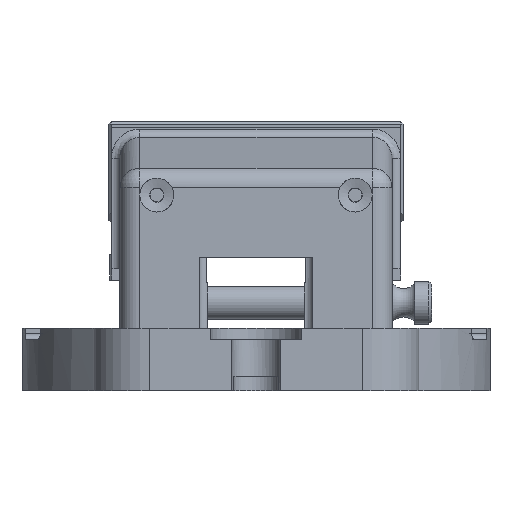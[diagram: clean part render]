
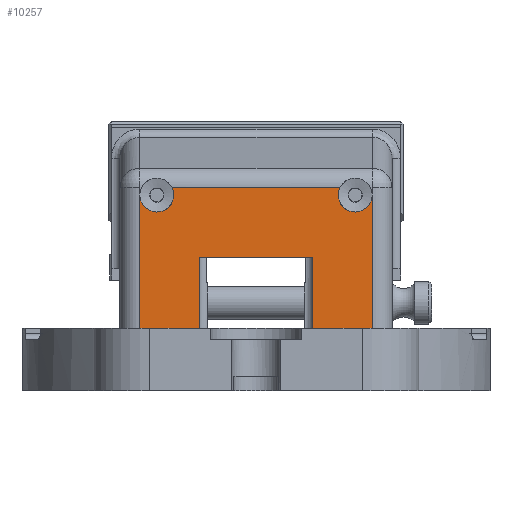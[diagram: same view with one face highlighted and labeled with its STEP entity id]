
A CAD part, left-side view. The second image highlights one B-rep face of the part: STEP entity #10257.
In plain terms, the highlighted planar face has unit normal (-1, 0, 0).
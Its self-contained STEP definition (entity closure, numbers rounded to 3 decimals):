
#675=PLANE($,#11175);
#1147=FACE_OUTER_BOUND($,#1845,.T.);
#1845=EDGE_LOOP($,(#7933,#7934,#7935,#7936,#7937,#7938,#7939,#7940,#7941,
#7942,#7943,#7944,#7945,#7946));
#2698=LINE($,#15612,#3473);
#2701=LINE($,#15620,#3476);
#2869=LINE($,#16184,#3644);
#2895=LINE($,#16240,#3670);
#2898=LINE($,#16247,#3673);
#2903=LINE($,#16257,#3678);
#2922=LINE($,#16508,#3697);
#2924=LINE($,#16511,#3699);
#2929=LINE($,#16518,#3704);
#2936=LINE($,#16574,#3711);
#2937=LINE($,#16576,#3712);
#2938=LINE($,#16577,#3713);
#3473=VECTOR($,#12250,25.);
#3476=VECTOR($,#12255,25.);
#3644=VECTOR($,#12779,25.);
#3670=VECTOR($,#12819,4.);
#3673=VECTOR($,#12824,4.);
#3678=VECTOR($,#12831,25.);
#3697=VECTOR($,#13020,51.);
#3699=VECTOR($,#13024,59.257);
#3704=VECTOR($,#13033,51.);
#3711=VECTOR($,#13108,40.);
#3712=VECTOR($,#13111,4.);
#3713=VECTOR($,#13112,4.);
#4372=CIRCLE($,#11104,6.);
#4375=CIRCLE($,#11109,6.);
#4814=VERTEX_POINT($,#15609);
#4815=VERTEX_POINT($,#15611);
#4818=VERTEX_POINT($,#15617);
#4819=VERTEX_POINT($,#15619);
#5006=VERTEX_POINT($,#16181);
#5007=VERTEX_POINT($,#16183);
#5029=VERTEX_POINT($,#16237);
#5030=VERTEX_POINT($,#16239);
#5033=VERTEX_POINT($,#16245);
#5037=VERTEX_POINT($,#16255);
#5062=VERTEX_POINT($,#16337);
#5063=VERTEX_POINT($,#16356);
#5066=VERTEX_POINT($,#16365);
#5068=VERTEX_POINT($,#16385);
#5826=EDGE_CURVE($,#4814,#4815,#2698,.T.);
#5830=EDGE_CURVE($,#4818,#4819,#2701,.T.);
#6101=EDGE_CURVE($,#5007,#5006,#2869,.T.);
#6130=EDGE_CURVE($,#5030,#5029,#2895,.T.);
#6134=EDGE_CURVE($,#5006,#5033,#2898,.T.);
#6139=EDGE_CURVE($,#5029,#5037,#2903,.T.);
#6174=EDGE_CURVE($,#5062,#5063,#4372,.T.);
#6178=EDGE_CURVE($,#5068,#5066,#4375,.T.);
#6209=EDGE_CURVE($,#4819,#5063,#2922,.T.);
#6211=EDGE_CURVE($,#5062,#5066,#2924,.T.);
#6216=EDGE_CURVE($,#5068,#4814,#2929,.T.);
#6238=EDGE_CURVE($,#5037,#5007,#2936,.T.);
#6239=EDGE_CURVE($,#4818,#5030,#2937,.T.);
#6240=EDGE_CURVE($,#5033,#4815,#2938,.T.);
#7933=ORIENTED_EDGE($,*,*,#6174,.T.);
#7934=ORIENTED_EDGE($,*,*,#6209,.F.);
#7935=ORIENTED_EDGE($,*,*,#5830,.F.);
#7936=ORIENTED_EDGE($,*,*,#6239,.T.);
#7937=ORIENTED_EDGE($,*,*,#6130,.T.);
#7938=ORIENTED_EDGE($,*,*,#6139,.T.);
#7939=ORIENTED_EDGE($,*,*,#6238,.T.);
#7940=ORIENTED_EDGE($,*,*,#6101,.T.);
#7941=ORIENTED_EDGE($,*,*,#6134,.T.);
#7942=ORIENTED_EDGE($,*,*,#6240,.T.);
#7943=ORIENTED_EDGE($,*,*,#5826,.F.);
#7944=ORIENTED_EDGE($,*,*,#6216,.F.);
#7945=ORIENTED_EDGE($,*,*,#6178,.T.);
#7946=ORIENTED_EDGE($,*,*,#6211,.F.);
#10257=ADVANCED_FACE($,(#1147),#675,.F.);
#11104=AXIS2_PLACEMENT_3D($,#16358,#12939,#12940);
#11109=AXIS2_PLACEMENT_3D($,#16386,#12949,#12950);
#11175=AXIS2_PLACEMENT_3D($,#16575,#13109,#13110);
#12250=DIRECTION($,(0.,1.,0.));
#12255=DIRECTION($,(0.,1.,0.));
#12779=DIRECTION($,(0.,0.,-1.));
#12819=DIRECTION($,(0.,1.,0.));
#12824=DIRECTION($,(0.,1.,0.));
#12831=DIRECTION($,(0.,0.,1.));
#12939=DIRECTION('center_axis',(1.,0.,0.));
#12940=DIRECTION('ref_axis',(0.,0.,
1.));
#12949=DIRECTION('center_axis',(1.,0.,0.));
#12950=DIRECTION('ref_axis',(0.,0.,
1.));
#13020=DIRECTION($,(0.,0.,1.));
#13024=DIRECTION($,(0.,-1.,0.));
#13033=DIRECTION($,(0.,0.,-1.));
#13108=DIRECTION($,(0.,-1.,0.));
#13109=DIRECTION('center_axis',(1.,0.,0.));
#13110=DIRECTION('ref_axis',(0.,0.,-1.));
#13111=DIRECTION($,(0.,0.,1.));
#13112=DIRECTION($,(0.,0.,-1.));
#15609=CARTESIAN_POINT('',(-125.5,-41.,18.));
#15611=CARTESIAN_POINT('',(-125.5,-16.,18.));
#15612=CARTESIAN_POINT($,(-125.5,-48.,18.));
#15617=CARTESIAN_POINT('',(-125.5,16.,18.));
#15619=CARTESIAN_POINT('',(-125.5,41.,18.));
#15620=CARTESIAN_POINT($,(-125.5,-48.,18.));
#16181=CARTESIAN_POINT('',(-125.5,-20.,22.));
#16183=CARTESIAN_POINT('',(-125.5,-20.,47.));
#16184=CARTESIAN_POINT($,(-125.5,-20.,27.25));
#16237=CARTESIAN_POINT('',(-125.5,20.,22.));
#16239=CARTESIAN_POINT('',(-125.5,16.,22.));
#16240=CARTESIAN_POINT($,(-125.5,10.,22.));
#16245=CARTESIAN_POINT('',(-125.5,-16.,22.));
#16247=CARTESIAN_POINT($,(-125.5,10.,22.));
#16255=CARTESIAN_POINT('',(-125.5,20.,47.));
#16257=CARTESIAN_POINT($,(-125.5,20.,39.75));
#16337=CARTESIAN_POINT('',(-125.5,29.628,71.673));
#16356=CARTESIAN_POINT('',(-125.5,41.,69.));
#16358=CARTESIAN_POINT('Origin',(-125.5,35.,69.));
#16365=CARTESIAN_POINT('',(-125.5,-29.628,71.673));
#16385=CARTESIAN_POINT('',(-125.5,-41.,69.));
#16386=CARTESIAN_POINT('Origin',(-125.5,-35.,69.));
#16508=CARTESIAN_POINT($,(-125.5,41.,27.25));
#16511=CARTESIAN_POINT($,(-125.5,0.,71.673));
#16518=CARTESIAN_POINT($,(-125.5,-41.,37.75));
#16574=CARTESIAN_POINT($,(-125.5,-10.,47.));
#16575=CARTESIAN_POINT('Origin',(-125.5,0.,32.5));
#16576=CARTESIAN_POINT($,(-125.5,16.,27.25));
#16577=CARTESIAN_POINT($,(-125.5,-16.,27.25));
